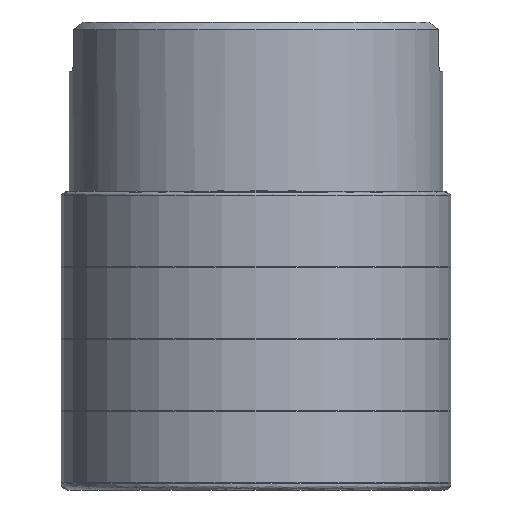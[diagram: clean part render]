
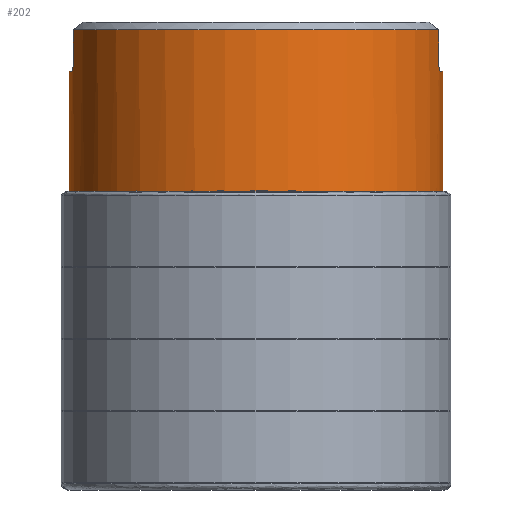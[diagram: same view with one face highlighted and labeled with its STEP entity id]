
A CAD part, left-side view. The second image highlights one B-rep face of the part: STEP entity #202.
In plain terms, the highlighted cylindrical face has radius 24 mm (diameter 48 mm), a full revolution.
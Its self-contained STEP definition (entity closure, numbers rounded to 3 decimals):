
#37=CYLINDRICAL_SURFACE('',#1091,24.);
#84=LINE('',#1932,#108);
#85=LINE('',#1936,#109);
#86=LINE('',#1974,#110);
#87=LINE('',#1978,#111);
#108=VECTOR('',#1268,1.);
#109=VECTOR('',#1271,1.);
#110=VECTOR('',#1274,1.);
#111=VECTOR('',#1277,1.);
#202=ADVANCED_FACE('',(#415,#416),#37,.T.);
#331=B_SPLINE_CURVE_WITH_KNOTS('',3,(#1914,#1915,#1916,#1917,#1918,#1919,
#1920,#1921,#1922,#1923,#1924,#1925,#1926,#1927,#1928,#1929),
 .UNSPECIFIED.,.F.,.F.,(4,3,3,3,3,4),(0.,0.22,0.439,
0.658,0.873,1.),.UNSPECIFIED.);
#332=B_SPLINE_CURVE_WITH_KNOTS('',3,(#1938,#1939,#1940,#1941,#1942,#1943,
#1944,#1945,#1946,#1947,#1948,#1949,#1950,#1951,#1952,#1953),
 .UNSPECIFIED.,.F.,.F.,(4,3,3,3,3,4),(0.,0.209,0.419,
0.63,0.846,1.),.UNSPECIFIED.);
#333=B_SPLINE_CURVE_WITH_KNOTS('',3,(#1957,#1958,#1959,#1960,#1961,#1962,
#1963,#1964,#1965,#1966,#1967,#1968,#1969,#1970,#1971,#1972),
 .UNSPECIFIED.,.F.,.F.,(4,3,3,3,3,4),(0.,0.22,0.439,
0.658,0.873,1.),.UNSPECIFIED.);
#334=B_SPLINE_CURVE_WITH_KNOTS('',3,(#1980,#1981,#1982,#1983,#1984,#1985,
#1986,#1987,#1988,#1989,#1990,#1991,#1992,#1993,#1994,#1995),
 .UNSPECIFIED.,.F.,.F.,(4,3,3,3,3,4),(0.,0.209,0.419,
0.63,0.846,1.),.UNSPECIFIED.);
#415=FACE_BOUND('',#524,.T.);
#416=FACE_BOUND('',#525,.T.);
#524=EDGE_LOOP('',(#655));
#525=EDGE_LOOP('',(#656,#657,#658,#659,#660,#661,#662,#663,#664,#665,#666,
#667));
#655=ORIENTED_EDGE('',*,*,#916,.T.);
#656=ORIENTED_EDGE('',*,*,#917,.T.);
#657=ORIENTED_EDGE('',*,*,#918,.T.);
#658=ORIENTED_EDGE('',*,*,#919,.T.);
#659=ORIENTED_EDGE('',*,*,#920,.T.);
#660=ORIENTED_EDGE('',*,*,#921,.T.);
#661=ORIENTED_EDGE('',*,*,#922,.T.);
#662=ORIENTED_EDGE('',*,*,#923,.T.);
#663=ORIENTED_EDGE('',*,*,#924,.T.);
#664=ORIENTED_EDGE('',*,*,#925,.T.);
#665=ORIENTED_EDGE('',*,*,#926,.T.);
#666=ORIENTED_EDGE('',*,*,#927,.T.);
#667=ORIENTED_EDGE('',*,*,#928,.T.);
#831=VERTEX_POINT('',#1913);
#832=VERTEX_POINT('',#1930);
#833=VERTEX_POINT('',#1931);
#834=VERTEX_POINT('',#1933);
#835=VERTEX_POINT('',#1935);
#836=VERTEX_POINT('',#1937);
#837=VERTEX_POINT('',#1954);
#838=VERTEX_POINT('',#1956);
#839=VERTEX_POINT('',#1973);
#840=VERTEX_POINT('',#1975);
#841=VERTEX_POINT('',#1977);
#842=VERTEX_POINT('',#1979);
#843=VERTEX_POINT('',#1996);
#916=EDGE_CURVE('',#831,#831,#1017,.T.);
#917=EDGE_CURVE('',#832,#833,#331,.T.);
#918=EDGE_CURVE('',#833,#834,#84,.T.);
#919=EDGE_CURVE('',#834,#835,#1018,.T.);
#920=EDGE_CURVE('',#835,#836,#85,.T.);
#921=EDGE_CURVE('',#836,#837,#332,.T.);
#922=EDGE_CURVE('',#837,#838,#1019,.T.);
#923=EDGE_CURVE('',#838,#839,#333,.T.);
#924=EDGE_CURVE('',#839,#840,#86,.T.);
#925=EDGE_CURVE('',#840,#841,#1020,.T.);
#926=EDGE_CURVE('',#841,#842,#87,.T.);
#927=EDGE_CURVE('',#842,#843,#334,.T.);
#928=EDGE_CURVE('',#843,#832,#1021,.T.);
#1017=CIRCLE('',#1086,24.);
#1018=CIRCLE('',#1087,24.);
#1019=CIRCLE('',#1088,24.);
#1020=CIRCLE('',#1089,24.);
#1021=CIRCLE('',#1090,24.);
#1086=AXIS2_PLACEMENT_3D('',#1912,#1266,#1267);
#1087=AXIS2_PLACEMENT_3D('',#1934,#1269,#1270);
#1088=AXIS2_PLACEMENT_3D('',#1955,#1272,#1273);
#1089=AXIS2_PLACEMENT_3D('',#1976,#1275,#1276);
#1090=AXIS2_PLACEMENT_3D('',#1997,#1278,#1279);
#1091=AXIS2_PLACEMENT_3D('',#1998,#1280,#1281);
#1266=DIRECTION('',(0.,0.,1.));
#1267=DIRECTION('',(-1.,0.,0.));
#1268=DIRECTION('',(0.,0.,1.));
#1269=DIRECTION('',(0.,0.,-1.));
#1270=DIRECTION('',(1.,0.,0.));
#1271=DIRECTION('',(0.,0.,-1.));
#1272=DIRECTION('',(0.,0.,-1.));
#1273=DIRECTION('',(1.,0.,0.));
#1274=DIRECTION('',(0.,0.,1.));
#1275=DIRECTION('',(0.,0.,-1.));
#1276=DIRECTION('',(1.,0.,0.));
#1277=DIRECTION('',(0.,0.,-1.));
#1278=DIRECTION('',(0.,0.,-1.));
#1279=DIRECTION('',(1.,0.,0.));
#1280=DIRECTION('',(0.,0.,1.));
#1281=DIRECTION('',(1.,0.,0.));
#1912=CARTESIAN_POINT('',(0.,0.,-58.5));
#1913=CARTESIAN_POINT('',(-24.,0.,-58.5));
#1914=CARTESIAN_POINT('',(-4.2,-23.63,-6.3));
#1915=CARTESIAN_POINT('',(-4.314,-23.609,-6.3));
#1916=CARTESIAN_POINT('',(-4.429,-23.588,-6.28));
#1917=CARTESIAN_POINT('',(-4.536,-23.567,-6.242));
#1918=CARTESIAN_POINT('',(-4.643,-23.547,-6.204));
#1919=CARTESIAN_POINT('',(-4.745,-23.526,-6.146));
#1920=CARTESIAN_POINT('',(-4.833,-23.508,-6.074));
#1921=CARTESIAN_POINT('',(-4.921,-23.49,-6.002));
#1922=CARTESIAN_POINT('',(-4.998,-23.474,-5.913));
#1923=CARTESIAN_POINT('',(-5.057,-23.461,-5.815));
#1924=CARTESIAN_POINT('',(-5.115,-23.449,-5.719));
#1925=CARTESIAN_POINT('',(-5.157,-23.439,-5.611));
#1926=CARTESIAN_POINT('',(-5.18,-23.434,-5.5));
#1927=CARTESIAN_POINT('',(-5.193,-23.431,-5.435));
#1928=CARTESIAN_POINT('',(-5.2,-23.43,-5.367));
#1929=CARTESIAN_POINT('',(-5.2,-23.43,-5.3));
#1930=CARTESIAN_POINT('',(-4.2,-23.63,-6.3));
#1931=CARTESIAN_POINT('',(-5.2,-23.43,-5.3));
#1932=CARTESIAN_POINT('',(-5.2,-23.43,23.079));
#1933=CARTESIAN_POINT('',(-5.2,-23.43,-1.));
#1934=CARTESIAN_POINT('',(0.,0.,-1.));
#1935=CARTESIAN_POINT('',(-5.2,23.43,-1.));
#1936=CARTESIAN_POINT('',(-5.2,23.43,23.079));
#1937=CARTESIAN_POINT('',(-5.2,23.43,-5.3));
#1938=CARTESIAN_POINT('',(-5.2,23.43,-5.3));
#1939=CARTESIAN_POINT('',(-5.2,23.43,-5.41));
#1940=CARTESIAN_POINT('',(-5.181,23.434,-5.522));
#1941=CARTESIAN_POINT('',(-5.146,23.442,-5.625));
#1942=CARTESIAN_POINT('',(-5.11,23.45,-5.729));
#1943=CARTESIAN_POINT('',(-5.056,23.461,-5.828));
#1944=CARTESIAN_POINT('',(-4.989,23.476,-5.914));
#1945=CARTESIAN_POINT('',(-4.921,23.49,-6.001));
#1946=CARTESIAN_POINT('',(-4.838,23.507,-6.078));
#1947=CARTESIAN_POINT('',(-4.746,23.526,-6.138));
#1948=CARTESIAN_POINT('',(-4.652,23.545,-6.199));
#1949=CARTESIAN_POINT('',(-4.547,23.566,-6.245));
#1950=CARTESIAN_POINT('',(-4.438,23.586,-6.271));
#1951=CARTESIAN_POINT('',(-4.361,23.601,-6.29));
#1952=CARTESIAN_POINT('',(-4.28,23.615,-6.3));
#1953=CARTESIAN_POINT('',(-4.2,23.63,-6.3));
#1954=CARTESIAN_POINT('',(-4.2,23.63,-6.3));
#1955=CARTESIAN_POINT('',(0.,0.,-6.3));
#1956=CARTESIAN_POINT('',(4.2,23.63,-6.3));
#1957=CARTESIAN_POINT('',(4.2,23.63,-6.3));
#1958=CARTESIAN_POINT('',(4.314,23.609,-6.3));
#1959=CARTESIAN_POINT('',(4.429,23.588,-6.28));
#1960=CARTESIAN_POINT('',(4.536,23.567,-6.242));
#1961=CARTESIAN_POINT('',(4.643,23.547,-6.204));
#1962=CARTESIAN_POINT('',(4.745,23.526,-6.146));
#1963=CARTESIAN_POINT('',(4.833,23.508,-6.074));
#1964=CARTESIAN_POINT('',(4.921,23.49,-6.002));
#1965=CARTESIAN_POINT('',(4.998,23.474,-5.913));
#1966=CARTESIAN_POINT('',(5.057,23.461,-5.815));
#1967=CARTESIAN_POINT('',(5.115,23.449,-5.719));
#1968=CARTESIAN_POINT('',(5.157,23.439,-5.611));
#1969=CARTESIAN_POINT('',(5.18,23.434,-5.5));
#1970=CARTESIAN_POINT('',(5.193,23.431,-5.435));
#1971=CARTESIAN_POINT('',(5.2,23.43,-5.367));
#1972=CARTESIAN_POINT('',(5.2,23.43,-5.3));
#1973=CARTESIAN_POINT('',(5.2,23.43,-5.3));
#1974=CARTESIAN_POINT('',(5.2,23.43,23.079));
#1975=CARTESIAN_POINT('',(5.2,23.43,-1.));
#1976=CARTESIAN_POINT('',(0.,0.,-1.));
#1977=CARTESIAN_POINT('',(5.2,-23.43,-1.));
#1978=CARTESIAN_POINT('',(5.2,-23.43,23.079));
#1979=CARTESIAN_POINT('',(5.2,-23.43,-5.3));
#1980=CARTESIAN_POINT('',(5.2,-23.43,-5.3));
#1981=CARTESIAN_POINT('',(5.2,-23.43,-5.41));
#1982=CARTESIAN_POINT('',(5.181,-23.434,-5.522));
#1983=CARTESIAN_POINT('',(5.146,-23.442,-5.625));
#1984=CARTESIAN_POINT('',(5.11,-23.45,-5.729));
#1985=CARTESIAN_POINT('',(5.056,-23.461,-5.828));
#1986=CARTESIAN_POINT('',(4.989,-23.476,-5.914));
#1987=CARTESIAN_POINT('',(4.921,-23.49,-6.001));
#1988=CARTESIAN_POINT('',(4.838,-23.507,-6.078));
#1989=CARTESIAN_POINT('',(4.746,-23.526,-6.138));
#1990=CARTESIAN_POINT('',(4.652,-23.545,-6.199));
#1991=CARTESIAN_POINT('',(4.547,-23.566,-6.245));
#1992=CARTESIAN_POINT('',(4.438,-23.586,-6.271));
#1993=CARTESIAN_POINT('',(4.361,-23.601,-6.29));
#1994=CARTESIAN_POINT('',(4.28,-23.615,-6.3));
#1995=CARTESIAN_POINT('',(4.2,-23.63,-6.3));
#1996=CARTESIAN_POINT('',(4.2,-23.63,-6.3));
#1997=CARTESIAN_POINT('',(0.,0.,-6.3));
#1998=CARTESIAN_POINT('',(0.,0.,23.079));
